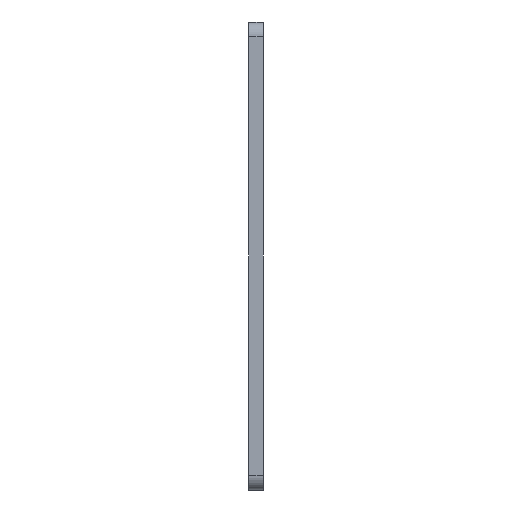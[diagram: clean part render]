
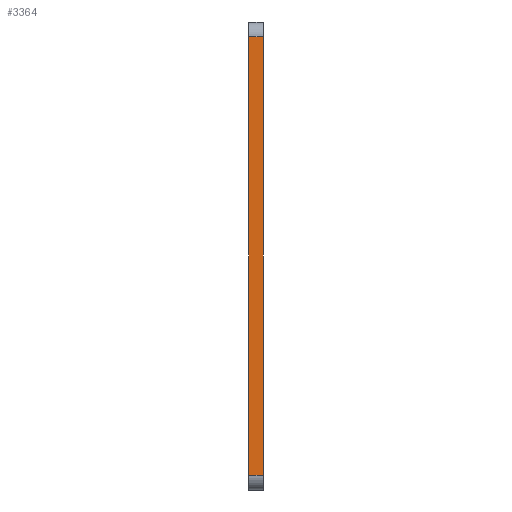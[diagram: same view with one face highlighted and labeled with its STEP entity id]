
A CAD part, left-side view. The second image highlights one B-rep face of the part: STEP entity #3364.
In plain terms, the highlighted planar face has unit normal (-1, 0, 0).
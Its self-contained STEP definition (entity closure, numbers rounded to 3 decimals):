
#453 = VECTOR ( 'NONE', #2576, 1000. ) ;
#458 = VERTEX_POINT ( 'NONE', #1307 ) ;
#1252 = PLANE ( 'NONE',  #2910 ) ;
#1263 = CARTESIAN_POINT ( 'NONE',  ( -108.502, 4.227, 36.405 ) ) ;
#1299 = DIRECTION ( 'NONE',  ( 1., 0., 0. ) ) ;
#1307 = CARTESIAN_POINT ( 'NONE',  ( -108.502, 2.227, 34.405 ) ) ;
#1310 = DIRECTION ( 'NONE',  ( 0., 0., -1. ) ) ;
#1754 = VERTEX_POINT ( 'NONE', #7119 ) ;
#1777 = VERTEX_POINT ( 'NONE', #6703 ) ;
#2240 = LINE ( 'NONE', #3088, #7281 ) ;
#2479 = LINE ( 'NONE', #2581, #3989 ) ;
#2576 = DIRECTION ( 'NONE',  ( 0., 0., 1. ) ) ;
#2581 = CARTESIAN_POINT ( 'NONE',  ( -108.502, 2.227, 36.405 ) ) ;
#2752 = EDGE_LOOP ( 'NONE', ( #7777, #7932, #8076, #8252 ) ) ;
#2759 = CARTESIAN_POINT ( 'NONE',  ( -108.502, 4.227, 36.405 ) ) ;
#2910 = AXIS2_PLACEMENT_3D ( 'NONE', #1263, #1299, #1310 ) ;
#3088 = CARTESIAN_POINT ( 'NONE',  ( -108.502, 4.227, -25.595 ) ) ;
#3187 = DIRECTION ( 'NONE',  ( 0., 1., 0. ) ) ;
#3364 = ADVANCED_FACE ( 'NONE', ( #6298 ), #1252, .F. ) ;
#3619 = CARTESIAN_POINT ( 'NONE',  ( -108.502, 4.227, 34.405 ) ) ;
#3848 = DIRECTION ( 'NONE',  ( 0., 0., 1. ) ) ;
#3891 = DIRECTION ( 'NONE',  ( 0., -1., 0. ) ) ;
#3989 = VECTOR ( 'NONE', #3848, 1000. ) ;
#4211 = LINE ( 'NONE', #2759, #453 ) ;
#5299 = EDGE_CURVE ( 'NONE', #1754, #1777, #4211, .T. ) ;
#5301 = EDGE_CURVE ( 'NONE', #1754, #5531, #2240, .T. ) ;
#5304 = EDGE_CURVE ( 'NONE', #5531, #458, #2479, .T. ) ;
#5314 = EDGE_CURVE ( 'NONE', #458, #1777, #7138, .T. ) ;
#5531 = VERTEX_POINT ( 'NONE', #8108 ) ;
#5900 = VECTOR ( 'NONE', #3187, 1000. ) ;
#6298 = FACE_OUTER_BOUND ( 'NONE', #2752, .T. ) ;
#6703 = CARTESIAN_POINT ( 'NONE',  ( -108.502, 4.227, 34.405 ) ) ;
#7119 = CARTESIAN_POINT ( 'NONE',  ( -108.502, 4.227, -25.595 ) ) ;
#7138 = LINE ( 'NONE', #3619, #5900 ) ;
#7281 = VECTOR ( 'NONE', #3891, 1000. ) ;
#7777 = ORIENTED_EDGE ( 'NONE', *, *, #5299, .F. ) ;
#7932 = ORIENTED_EDGE ( 'NONE', *, *, #5301, .T. ) ;
#8076 = ORIENTED_EDGE ( 'NONE', *, *, #5304, .T. ) ;
#8108 = CARTESIAN_POINT ( 'NONE',  ( -108.502, 2.227, -25.595 ) ) ;
#8252 = ORIENTED_EDGE ( 'NONE', *, *, #5314, .T. ) ;
